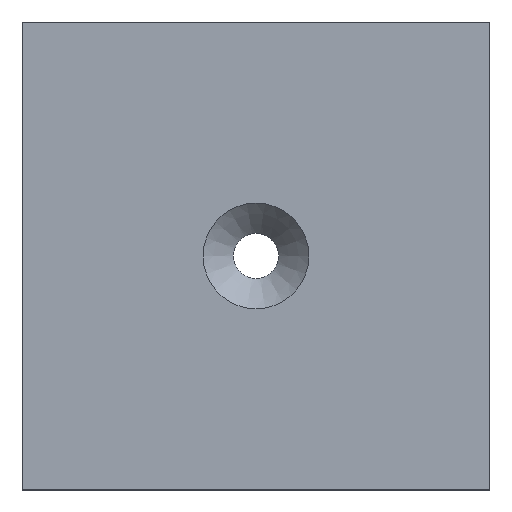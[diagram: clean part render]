
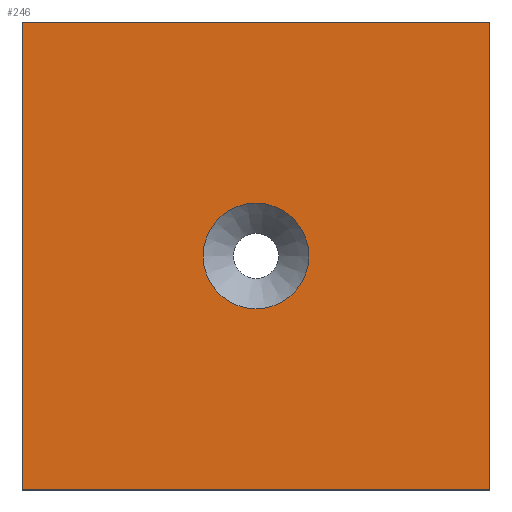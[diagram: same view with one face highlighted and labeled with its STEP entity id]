
A CAD part, top view. The second image highlights one B-rep face of the part: STEP entity #246.
In plain terms, the highlighted planar face has unit normal (0, 0, 1).
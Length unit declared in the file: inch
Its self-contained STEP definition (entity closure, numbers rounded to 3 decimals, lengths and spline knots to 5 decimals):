
#17=FACE_BOUND('',#56,.T.);
#26=PLANE('',#285);
#40=FACE_OUTER_BOUND('',#55,.T.);
#55=EDGE_LOOP('',(#221,#222,#223,#224));
#56=EDGE_LOOP('',(#225,#226));
#71=LINE('',#396,#97);
#80=LINE('',#412,#106);
#83=LINE('',#417,#109);
#84=LINE('',#419,#110);
#97=VECTOR('',#324,0.03937);
#106=VECTOR('',#339,0.03937);
#109=VECTOR('',#346,0.03937);
#110=VECTOR('',#349,0.03937);
#115=CIRCLE('',#275,0.27559);
#116=CIRCLE('',#276,0.27559);
#121=VERTEX_POINT('',#366);
#122=VERTEX_POINT('',#368);
#133=VERTEX_POINT('',#393);
#134=VERTEX_POINT('',#395);
#137=VERTEX_POINT('',#409);
#138=VERTEX_POINT('',#411);
#145=EDGE_CURVE('',#122,#121,#115,.T.);
#146=EDGE_CURVE('',#121,#122,#116,.T.);
#157=EDGE_CURVE('',#133,#134,#71,.T.);
#166=EDGE_CURVE('',#137,#138,#80,.T.);
#169=EDGE_CURVE('',#133,#138,#83,.T.);
#170=EDGE_CURVE('',#134,#137,#84,.T.);
#221=ORIENTED_EDGE('',*,*,#157,.F.);
#222=ORIENTED_EDGE('',*,*,#169,.T.);
#223=ORIENTED_EDGE('',*,*,#166,.F.);
#224=ORIENTED_EDGE('',*,*,#170,.F.);
#225=ORIENTED_EDGE('',*,*,#145,.T.);
#226=ORIENTED_EDGE('',*,*,#146,.T.);
#246=ADVANCED_FACE('',(#40,#17),#26,.T.);
#275=AXIS2_PLACEMENT_3D('',#369,#304,#305);
#276=AXIS2_PLACEMENT_3D('',#370,#306,#307);
#285=AXIS2_PLACEMENT_3D('',#418,#347,#348);
#304=DIRECTION('center_axis',(0.,0.,-1.));
#305=DIRECTION('ref_axis',(1.,0.,0.));
#306=DIRECTION('center_axis',(0.,0.,-1.));
#307=DIRECTION('ref_axis',(1.,0.,0.));
#324=DIRECTION('',(1.,0.,0.));
#339=DIRECTION('',(-1.,0.,0.));
#346=DIRECTION('',(0.,-1.,0.));
#347=DIRECTION('center_axis',(0.,0.,1.));
#348=DIRECTION('ref_axis',(-1.,0.,0.));
#349=DIRECTION('',(0.,-1.,0.));
#366=CARTESIAN_POINT('',(230.53787,60.60562,-58.00297));
#368=CARTESIAN_POINT('',(231.08905,60.60562,-58.00297));
#369=CARTESIAN_POINT('Origin',(230.81346,60.60562,-58.00297));
#370=CARTESIAN_POINT('Origin',(230.81346,60.60562,-58.00297));
#393=CARTESIAN_POINT('',(229.59298,61.82609,-58.00297));
#395=CARTESIAN_POINT('',(232.03393,61.82609,-58.00297));
#396=CARTESIAN_POINT('',(229.59298,61.82609,-58.00297));
#409=CARTESIAN_POINT('',(232.03393,59.38515,-58.00297));
#411=CARTESIAN_POINT('',(229.59298,59.38515,-58.00297));
#412=CARTESIAN_POINT('',(229.59298,59.38515,-58.00297));
#417=CARTESIAN_POINT('',(229.59298,61.82609,-58.00297));
#418=CARTESIAN_POINT('Origin',(232.03393,61.82609,-58.00297));
#419=CARTESIAN_POINT('',(232.03393,61.82609,-58.00297));
